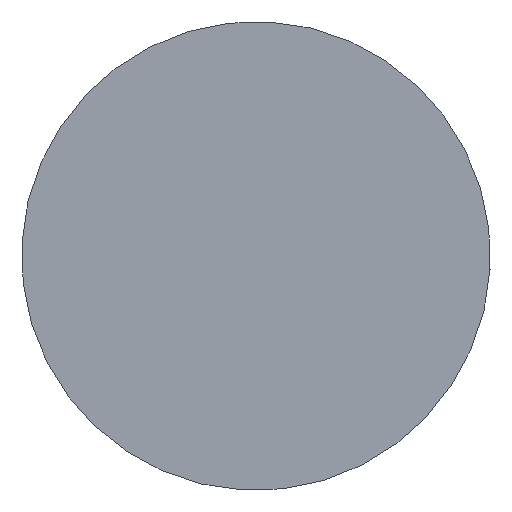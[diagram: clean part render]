
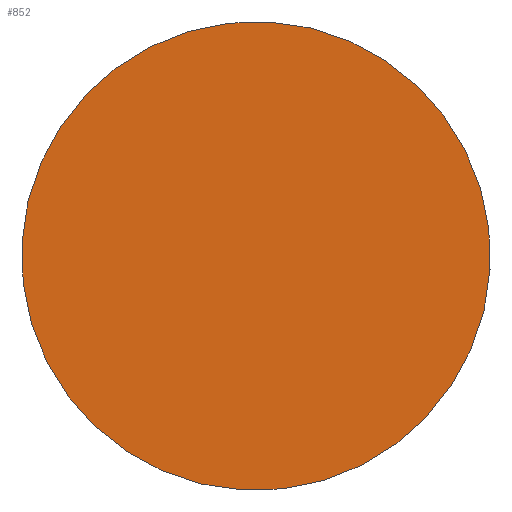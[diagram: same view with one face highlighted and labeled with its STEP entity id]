
A CAD part, front view. The second image highlights one B-rep face of the part: STEP entity #852.
In plain terms, the highlighted planar face has unit normal (0, -1, 0).
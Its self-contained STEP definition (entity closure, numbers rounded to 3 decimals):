
#195=FACE_OUTER_BOUND('',#242,.T.);
#242=EDGE_LOOP('',(#737,#738));
#273=CIRCLE('',#907,30.);
#276=CIRCLE('',#910,30.);
#364=VERTEX_POINT('',#1364);
#365=VERTEX_POINT('',#1365);
#454=EDGE_CURVE('',#364,#365,#273,.T.);
#458=EDGE_CURVE('',#365,#364,#276,.T.);
#737=ORIENTED_EDGE('',*,*,#454,.F.);
#738=ORIENTED_EDGE('',*,*,#458,.F.);
#817=PLANE('',#982);
#852=ADVANCED_FACE('',(#195),#817,.T.);
#907=AXIS2_PLACEMENT_3D('',#1366,#1064,#1065);
#910=AXIS2_PLACEMENT_3D('',#1372,#1071,#1072);
#982=AXIS2_PLACEMENT_3D('',#1513,#1238,#1239);
#1064=DIRECTION('center_axis',(0.,1.,0.));
#1065=DIRECTION('ref_axis',(-0.993,0.,-0.116));
#1071=DIRECTION('center_axis',(0.,1.,0.));
#1072=DIRECTION('ref_axis',(-0.993,0.,-0.116));
#1238=DIRECTION('center_axis',(0.,-1.,0.));
#1239=DIRECTION('ref_axis',(0.116,0.,-0.993));
#1364=CARTESIAN_POINT('',(-29.797,-66.55,-3.481));
#1365=CARTESIAN_POINT('',(29.797,-66.55,3.481));
#1366=CARTESIAN_POINT('Origin',(0.,-66.55,
0.));
#1372=CARTESIAN_POINT('Origin',(0.,-66.55,
0.));
#1513=CARTESIAN_POINT('Origin',(-14.15,-66.55,-1.653));
